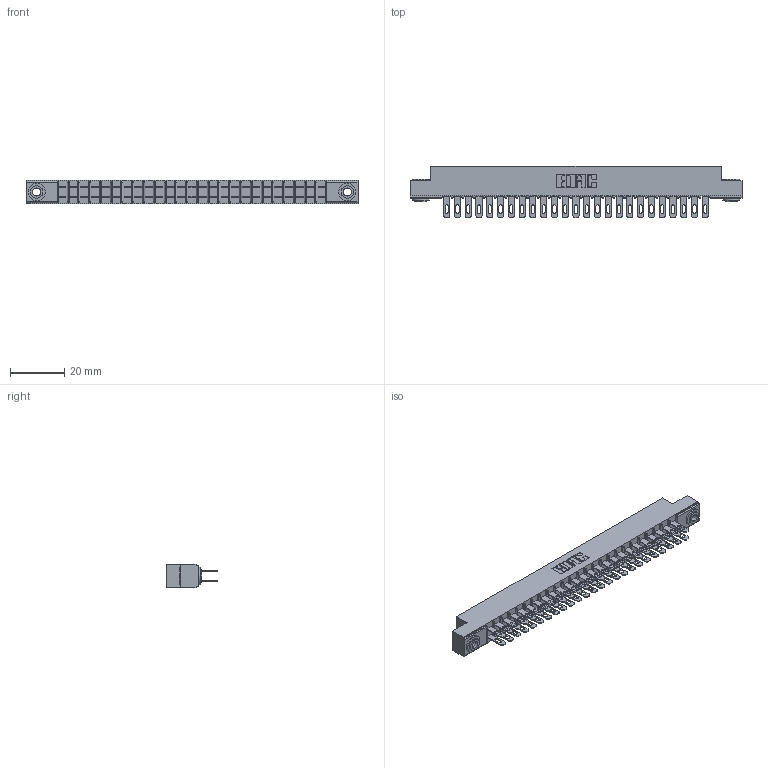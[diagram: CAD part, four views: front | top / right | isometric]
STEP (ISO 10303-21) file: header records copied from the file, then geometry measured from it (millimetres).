
FILE_DESCRIPTION (( 'STEP AP203' ), '1' );
FILE_NAME ('315-050-500-203.STEP', '2019-09-10T18:35:57', ( '' ), ( '' ), 'SwSTEP 2.0', 'SolidWorks 2016', '' );
FILE_SCHEMA (( 'CONFIG_CONTROL_DESIGN' ));
Length unit declared in the file: inch
Products named in the file (4): 315-050-500-203; 345-250-002_345-250-002-102; 305 Part_.156 Dia; 305-290-001_500
Assembly tree (53 placements, depth 2):
  315-050-500-203
    305 Part_.156 Dia
    305-290-001_500  x50
    345-250-002_345-250-002-102  x2
Bounding box: 122.07 x 18.85 x 8.71 mm (x, y, z)
Volume: 7811.1 mm3; surface area: 16044.2 mm2
Topology: 53 solids, 53 shells, 2668 faces, 7603 edges, 4930 vertices
Faces by surface type: plane 1492, cylinder 1068, sphere 100, cone 8
Entity records: 30225 total; most frequent: CARTESIAN_POINT 4982, ORIENTED_EDGE 4934, DIRECTION 4851, EDGE_CURVE 2467, VECTOR 1965, LINE 1965, VERTEX_POINT 1574, AXIS2_PLACEMENT_3D 1443
